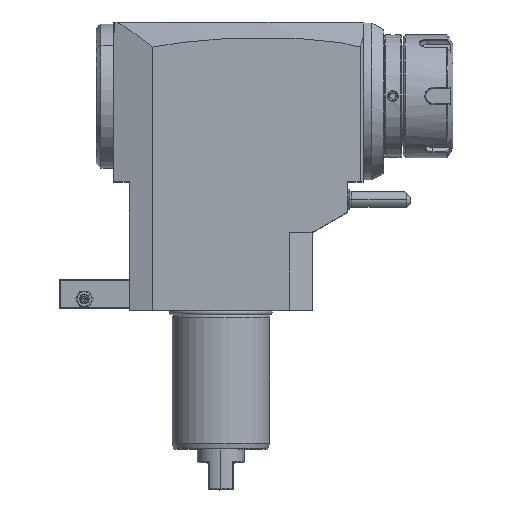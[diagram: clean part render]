
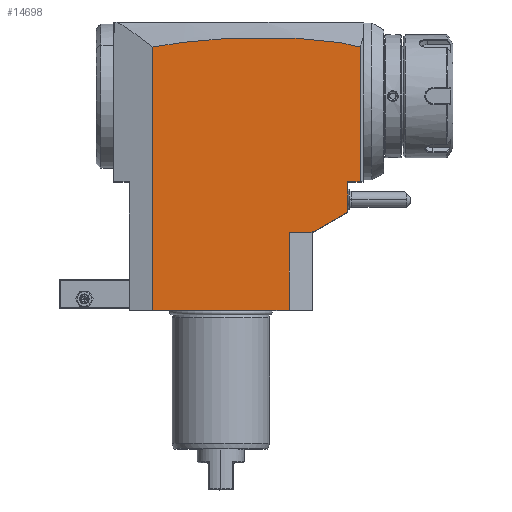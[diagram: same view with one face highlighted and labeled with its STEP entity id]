
A CAD part, top view. The second image highlights one B-rep face of the part: STEP entity #14698.
In plain terms, the highlighted planar face has unit normal (0, 0, 1).
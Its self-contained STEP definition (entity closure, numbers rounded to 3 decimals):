
#9=DIRECTION('',(-1.,0.,0.));
#10=VECTOR('',#9,70.);
#11=CARTESIAN_POINT('',(35.,0.,44.));
#12=LINE('',#11,#10);
#4732=DIRECTION('',(1.,0.,0.));
#4733=VECTOR('',#4732,11.);
#4734=CARTESIAN_POINT('',(35.,40.,44.));
#4735=LINE('',#4734,#4733);
#4748=DIRECTION('',(0.,1.,0.));
#4749=VECTOR('',#4748,40.);
#4750=CARTESIAN_POINT('',(35.,0.,44.));
#4751=LINE('',#4750,#4749);
#4780=DIRECTION('',(0.,-1.,0.));
#4781=VECTOR('',#4780,15.608);
#4782=CARTESIAN_POINT('',(65.,66.,44.));
#4783=LINE('',#4782,#4781);
#4784=DIRECTION('',(-0.866,-0.5,0.));
#4785=VECTOR('',#4784,20.785);
#4786=CARTESIAN_POINT('',(65.,50.392,44.));
#4787=LINE('',#4786,#4785);
#4788=DIRECTION('',(0.,1.,0.));
#4789=VECTOR('',#4788,0.577);
#4790=CARTESIAN_POINT('',(47.,40.,44.));
#4791=LINE('',#4790,#4789);
#4792=DIRECTION('',(0.866,0.5,0.));
#4793=VECTOR('',#4792,1.155);
#4794=CARTESIAN_POINT('',(46.,40.,44.));
#4795=LINE('',#4794,#4793);
#4796=DIRECTION('',(0.,1.,0.));
#4797=VECTOR('',#4796,135.17);
#4798=CARTESIAN_POINT('',(-35.,0.,44.));
#4799=LINE('',#4798,#4797);
#4800=CARTESIAN_POINT('',(71.5,135.054,44.));
#4801=CARTESIAN_POINT('',(71.18,135.166,44.));
#4802=CARTESIAN_POINT('',(70.509,135.39,44.));
#4803=CARTESIAN_POINT('',(69.397,135.724,44.));
#4804=CARTESIAN_POINT('',(68.211,136.047,44.));
#4805=CARTESIAN_POINT('',(66.971,136.354,44.));
#4806=CARTESIAN_POINT('',(65.708,136.64,44.));
#4807=CARTESIAN_POINT('',(64.374,136.918,44.));
#4808=CARTESIAN_POINT('',(62.911,137.197,44.));
#4809=CARTESIAN_POINT('',(61.261,137.484,44.));
#4810=CARTESIAN_POINT('',(59.372,137.782,44.));
#4811=CARTESIAN_POINT('',(57.232,138.085,44.));
#4812=CARTESIAN_POINT('',(54.828,138.387,44.));
#4813=CARTESIAN_POINT('',(52.129,138.684,44.));
#4814=CARTESIAN_POINT('',(49.053,138.976,44.));
#4815=CARTESIAN_POINT('',(45.528,139.255,44.));
#4816=CARTESIAN_POINT('',(41.549,139.509,44.));
#4817=CARTESIAN_POINT('',(37.123,139.723,44.));
#4818=CARTESIAN_POINT('',(32.423,139.878,44.));
#4819=CARTESIAN_POINT('',(27.572,139.968,44.));
#4820=CARTESIAN_POINT('',(22.564,139.991,44.));
#4821=CARTESIAN_POINT('',(17.441,139.945,44.));
#4822=CARTESIAN_POINT('',(12.279,139.829,44.));
#4823=CARTESIAN_POINT('',(7.106,139.645,44.));
#4824=CARTESIAN_POINT('',(1.893,139.391,44.));
#4825=CARTESIAN_POINT('',(-3.258,139.068,44.));
#4826=CARTESIAN_POINT('',(-8.115,138.697,44.));
#4827=CARTESIAN_POINT('',(-12.527,138.3,44.));
#4828=CARTESIAN_POINT('',(-16.624,137.878,44.));
#4829=CARTESIAN_POINT('',(-20.51,137.427,44.));
#4830=CARTESIAN_POINT('',(-24.294,136.933,44.));
#4831=CARTESIAN_POINT('',(-27.974,136.396,44.));
#4832=CARTESIAN_POINT('',(-31.55,135.812,44.));
#4833=CARTESIAN_POINT('',(-33.862,135.39,44.));
#4834=CARTESIAN_POINT('',(-35.,135.17,44.));
#4836=DIRECTION('',(0.,-1.,0.));
#4837=VECTOR('',#4836,69.054);
#4838=CARTESIAN_POINT('',(71.5,135.054,44.));
#4839=LINE('',#4838,#4837);
#4840=DIRECTION('',(1.,0.,0.));
#4841=VECTOR('',#4840,6.5);
#4842=CARTESIAN_POINT('',(65.,66.,44.));
#4843=LINE('',#4842,#4841);
#9980=VERTEX_POINT('',#4800);
#9981=VERTEX_POINT('',#4834);
#9993=CARTESIAN_POINT('',(71.5,66.,44.));
#9994=VERTEX_POINT('',#9993);
#10013=CARTESIAN_POINT('',(35.,40.,44.));
#10014=CARTESIAN_POINT('',(46.,40.,44.));
#10015=VERTEX_POINT('',#10013);
#10016=VERTEX_POINT('',#10014);
#10349=CARTESIAN_POINT('',(35.,0.,44.));
#10350=CARTESIAN_POINT('',(-35.,0.,44.));
#10351=VERTEX_POINT('',#10349);
#10352=VERTEX_POINT('',#10350);
#10363=CARTESIAN_POINT('',(65.,50.392,44.));
#10364=CARTESIAN_POINT('',(47.,40.,44.));
#10365=VERTEX_POINT('',#10363);
#10366=VERTEX_POINT('',#10364);
#10419=CARTESIAN_POINT('',(47.,40.577,44.));
#10421=VERTEX_POINT('',#10419);
#10489=CARTESIAN_POINT('',(65.,66.,44.));
#10490=VERTEX_POINT('',#10489);
#14676=CARTESIAN_POINT('',(-53.475,40.,44.));
#14677=DIRECTION('',(0.,0.,1.));
#14678=DIRECTION('',(1.,0.,0.));
#14679=AXIS2_PLACEMENT_3D('',#14676,#14677,#14678);
#14680=PLANE('',#14679);
#14682=ORIENTED_EDGE('',*,*,#14681,.F.);
#14684=ORIENTED_EDGE('',*,*,#14683,.T.);
#14685=ORIENTED_EDGE('',*,*,#14596,.T.);
#14687=ORIENTED_EDGE('',*,*,#14686,.T.);
#14689=ORIENTED_EDGE('',*,*,#14688,.F.);
#14690=ORIENTED_EDGE('',*,*,#14616,.F.);
#14691=ORIENTED_EDGE('',*,*,#14633,.F.);
#14692=ORIENTED_EDGE('',*,*,#10508,.T.);
#14693=ORIENTED_EDGE('',*,*,#10662,.T.);
#14694=ORIENTED_EDGE('',*,*,#11122,.F.);
#14695=ORIENTED_EDGE('',*,*,#11139,.T.);
#14696=EDGE_LOOP('',(#14682,#14684,#14685,#14687,#14689,#14690,#14691,#14692,
#14693,#14694,#14695));
#14697=FACE_OUTER_BOUND('',#14696,.F.);
#4835=B_SPLINE_CURVE_WITH_KNOTS('',3,(#4800,#4801,#4802,#4803,#4804,#4805,#4806,
#4807,#4808,#4809,#4810,#4811,#4812,#4813,#4814,#4815,#4816,#4817,#4818,#4819,
#4820,#4821,#4822,#4823,#4824,#4825,#4826,#4827,#4828,#4829,#4830,#4831,#4832,
#4833,#4834),.UNSPECIFIED.,.F.,.F.,(4,1,1,1,1,1,1,1,1,1,1,1,1,1,1,1,1,1,1,1,1,1,
1,1,1,1,1,1,1,1,1,1,4),(0.,0.031,0.063,0.094,0.125,0.156,
0.188,0.219,0.25,0.281,0.313,0.344,0.375,0.406,
0.438,0.469,0.5,0.531,0.563,0.594,0.625,0.656,
0.688,0.719,0.75,0.781,0.813,0.844,0.875,0.906,
0.938,0.969,1.),.UNSPECIFIED.);
#10508=EDGE_CURVE('',#10351,#10352,#12,.T.);
#10662=EDGE_CURVE('',#10352,#9981,#4799,.T.);
#11122=EDGE_CURVE('',#9980,#9981,#4835,.T.);
#11139=EDGE_CURVE('',#9980,#9994,#4839,.T.);
#14596=EDGE_CURVE('',#10365,#10366,#4787,.T.);
#14616=EDGE_CURVE('',#10015,#10016,#4735,.T.);
#14633=EDGE_CURVE('',#10351,#10015,#4751,.T.);
#14681=EDGE_CURVE('',#10490,#9994,#4843,.T.);
#14683=EDGE_CURVE('',#10490,#10365,#4783,.T.);
#14686=EDGE_CURVE('',#10366,#10421,#4791,.T.);
#14688=EDGE_CURVE('',#10016,#10421,#4795,.T.);
#14698=ADVANCED_FACE('',(#14697),#14680,.T.);
